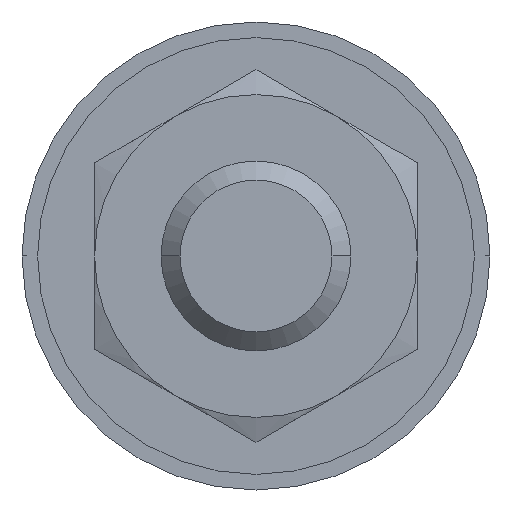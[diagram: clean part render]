
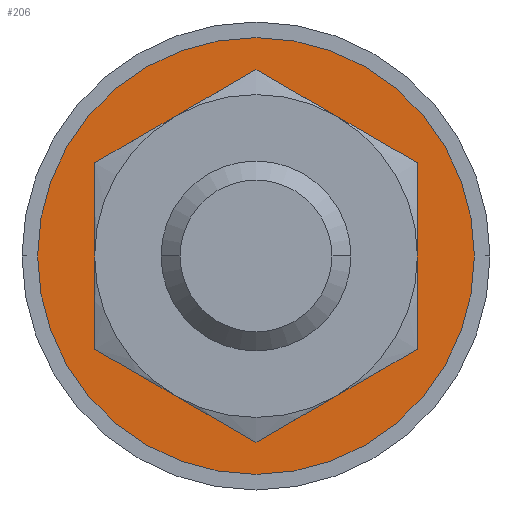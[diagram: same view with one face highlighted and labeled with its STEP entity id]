
A CAD part, front view. The second image highlights one B-rep face of the part: STEP entity #206.
In plain terms, the highlighted planar face has unit normal (0, -1, 0).
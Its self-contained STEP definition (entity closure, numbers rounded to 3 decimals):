
#206=ADVANCED_FACE('',(#375,#376),#377,.T.);
#375=FACE_BOUND('',#533,.T.);
#376=FACE_OUTER_BOUND('',#534,.T.);
#377=PLANE('',#535);
#533=EDGE_LOOP('',(#835,#836));
#534=EDGE_LOOP('',(#837,#838));
#535=AXIS2_PLACEMENT_3D('',#839,#840,#841);
#835=ORIENTED_EDGE('',*,*,#1049,.T.);
#836=ORIENTED_EDGE('',*,*,#1051,.T.);
#837=ORIENTED_EDGE('',*,*,#1055,.T.);
#838=ORIENTED_EDGE('',*,*,#1042,.T.);
#839=CARTESIAN_POINT('',(12.254,12.5,12.322));
#840=DIRECTION('',(0.0,-1.0,0.0));
#841=DIRECTION('',(-1.0,0.0,0.0));
#1042=EDGE_CURVE('',#1218,#1215,#1219,.T.);
#1049=EDGE_CURVE('',#1225,#1229,#1231,.T.);
#1051=EDGE_CURVE('',#1229,#1225,#1233,.T.);
#1055=EDGE_CURVE('',#1215,#1218,#1237,.T.);
#1215=VERTEX_POINT('',#1690);
#1218=VERTEX_POINT('',#1694);
#1219=CIRCLE('',#1695,11.5);
#1225=VERTEX_POINT('',#1702);
#1229=VERTEX_POINT('',#1707);
#1231=CIRCLE('',#1710,5.15);
#1233=CIRCLE('',#1712,5.15);
#1237=CIRCLE('',#1716,11.5);
#1690=CARTESIAN_POINT('',(23.754,12.5,12.322));
#1694=CARTESIAN_POINT('',(0.754,12.5,12.322));
#1695=AXIS2_PLACEMENT_3D('',#1866,#1867,#1868);
#1702=CARTESIAN_POINT('',(17.404,12.5,12.322));
#1707=CARTESIAN_POINT('',(7.104,12.5,12.322));
#1710=AXIS2_PLACEMENT_3D('',#1878,#1879,#1880);
#1712=AXIS2_PLACEMENT_3D('',#1881,#1882,#1883);
#1716=AXIS2_PLACEMENT_3D('',#1890,#1891,#1892);
#1866=CARTESIAN_POINT('',(12.254,12.5,12.322));
#1867=DIRECTION('',(0.0,-1.0,0.0));
#1868=DIRECTION('',(1.0,0.0,0.0));
#1878=CARTESIAN_POINT('',(12.254,12.5,12.322));
#1879=DIRECTION('',(-0.0,1.0,0.0));
#1880=DIRECTION('',(1.0,0.0,0.0));
#1881=CARTESIAN_POINT('',(12.254,12.5,12.322));
#1882=DIRECTION('',(-0.0,1.0,0.0));
#1883=DIRECTION('',(1.0,0.0,0.0));
#1890=CARTESIAN_POINT('',(12.254,12.5,12.322));
#1891=DIRECTION('',(0.0,-1.0,0.0));
#1892=DIRECTION('',(1.0,0.0,0.0));
